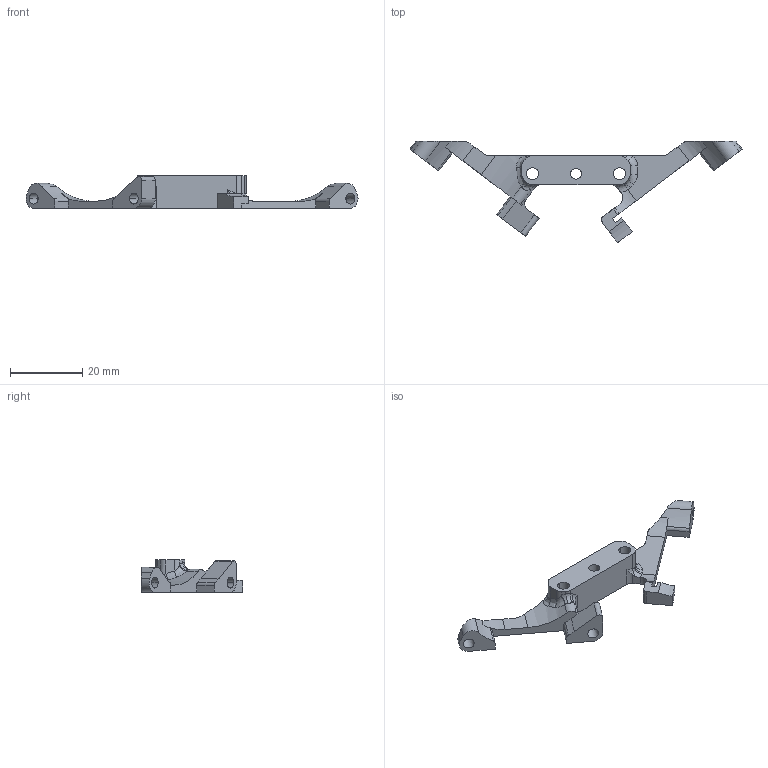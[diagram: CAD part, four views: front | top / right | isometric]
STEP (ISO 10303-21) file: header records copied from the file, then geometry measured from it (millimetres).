
FILE_DESCRIPTION (( 'STEP AP214' ), '1' );
FILE_NAME ('turbineMount 4020 for volcano GBotTinyMII.STEP', '2022-09-09T14:49:57', ( '' ), ( '' ), 'SwSTEP 2.0', 'SolidWorks 2018', '' );
FILE_SCHEMA (( 'AUTOMOTIVE_DESIGN' ));
Length unit declared in the file: millimetre
Products named in the file (1): turbineMount 4020 for volcano GBotTinyMII
Bounding box: 91.73 x 28.05 x 9 mm (x, y, z)
Volume: 3752.4 mm3; surface area: 3310.3 mm2
Topology: 1 solids, 1 shells, 110 faces, 306 edges, 197 vertices
Faces by surface type: cylinder 54, plane 40, bspline 12, torus 4
Entity records: 3857 total; most frequent: CARTESIAN_POINT 1064, ORIENTED_EDGE 612, DIRECTION 555, EDGE_CURVE 306, AXIS2_PLACEMENT_3D 199, VERTEX_POINT 197, LINE 157, VECTOR 157
